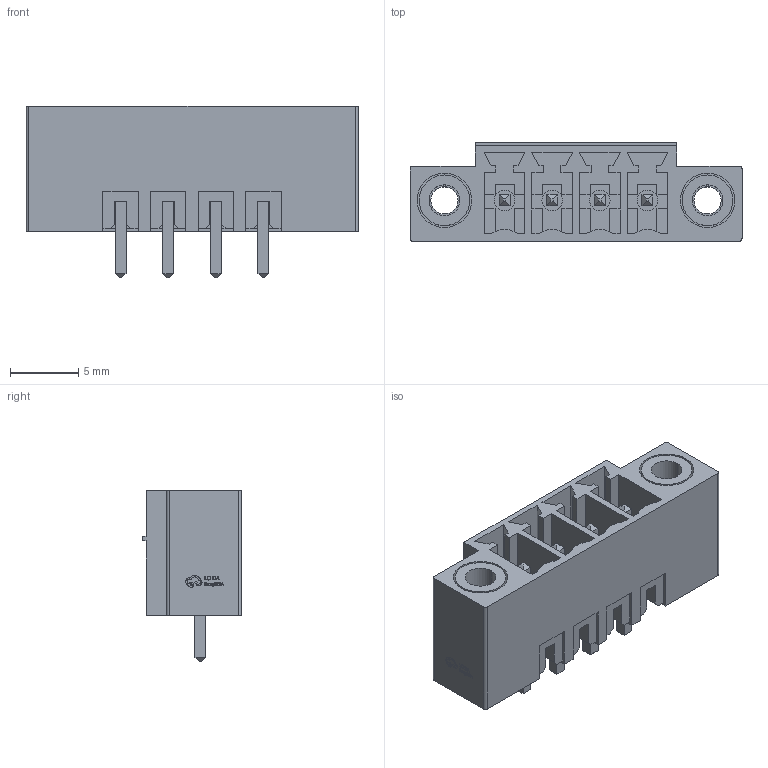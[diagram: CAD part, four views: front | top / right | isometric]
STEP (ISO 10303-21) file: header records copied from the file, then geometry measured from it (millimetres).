
FILE_DESCRIPTION (( 'STEP AP214' ), '1' );
FILE_NAME ('CONN-TH_15EDGVM-3.5-04P-14-00A-H.step', '2022-08-03T14:54:28', ( '' ), ( '' ), 'SwSTEP 2.0', 'SolidWorks 2020', '' );
FILE_SCHEMA (( 'AUTOMOTIVE_DESIGN' ));
Length unit declared in the file: millimetre
Products named in the file (1): CONN-TH_15EDGVM-3.5-04P-14-00A-H
Bounding box: 24.4 x 7.24 x 12.6 mm (x, y, z)
Volume: 918.7 mm3; surface area: 2004.6 mm2
Topology: 14 solids, 14 shells, 571 faces, 1510 edges, 996 vertices
Faces by surface type: plane 425, bspline 114, cylinder 32
Entity records: 23910 total; most frequent: CARTESIAN_POINT 5440, ORIENTED_EDGE 3020, DIRECTION 2266, EDGE_CURVE 1510, LINE 1206, VECTOR 1206, VERTEX_POINT 996, EDGE_LOOP 616
